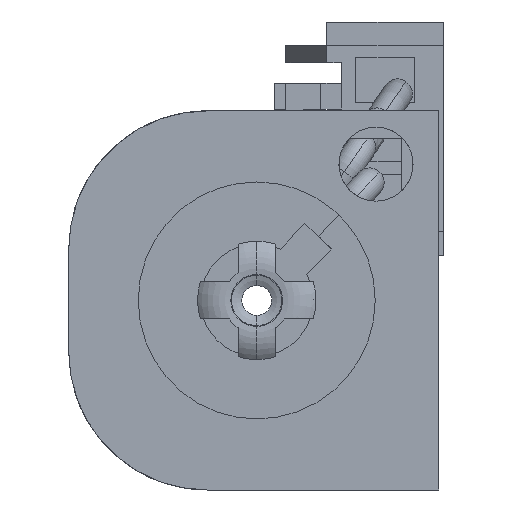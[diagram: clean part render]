
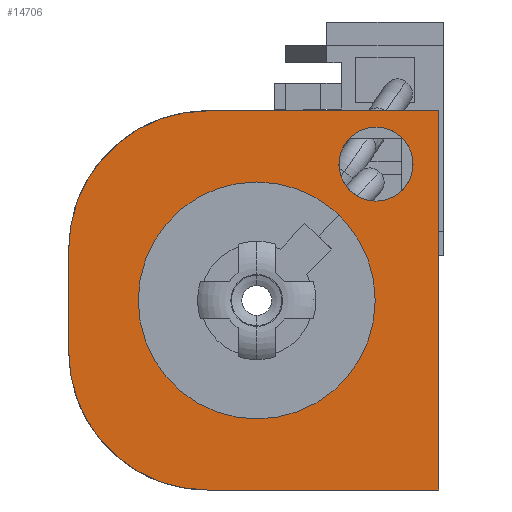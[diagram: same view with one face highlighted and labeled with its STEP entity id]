
A CAD part, left-side view. The second image highlights one B-rep face of the part: STEP entity #14706.
In plain terms, the highlighted planar face has unit normal (-1, 0, 0).
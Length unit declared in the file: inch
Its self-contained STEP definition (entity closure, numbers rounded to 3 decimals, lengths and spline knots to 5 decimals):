
#196 = DIRECTION ( 'NONE',  ( 1., 0., 0. ) ) ;
#289 = FACE_BOUND ( 'NONE', #875, .T. ) ;
#344 = VECTOR ( 'NONE', #15226, 39.37008 ) ;
#446 = CARTESIAN_POINT ( 'NONE',  ( -0.97326, -0.08196, -0.16318 ) ) ;
#531 = AXIS2_PLACEMENT_3D ( 'NONE', #8167, #196, #9472 ) ;
#608 = VERTEX_POINT ( 'NONE', #9320 ) ;
#648 = EDGE_CURVE ( 'NONE', #4977, #5818, #6762, .T. ) ;
#859 = VECTOR ( 'NONE', #6845, 39.37008 ) ;
#875 = EDGE_LOOP ( 'NONE', ( #7796, #13652 ) ) ;
#1160 = CARTESIAN_POINT ( 'NONE',  ( -0.97326, -0.30996, 0.22682 ) ) ;
#1289 = CARTESIAN_POINT ( 'NONE',  ( -0.97326, -0.14896, -0.06718 ) ) ;
#1299 = EDGE_CURVE ( 'NONE', #4481, #608, #10680, .T. ) ;
#1549 = VERTEX_POINT ( 'NONE', #1160 ) ;
#1643 = EDGE_CURVE ( 'NONE', #5837, #1549, #2404, .T. ) ;
#2326 = EDGE_CURVE ( 'NONE', #15181, #16662, #10858, .T. ) ;
#2341 = DIRECTION ( 'NONE',  ( 1., 0., 0. ) ) ;
#2404 = CIRCLE ( 'NONE', #13563, 0.05 ) ;
#2692 = CARTESIAN_POINT ( 'NONE',  ( -0.97326, -0.39496, 0.34882 ) ) ;
#3027 = CARTESIAN_POINT ( 'NONE',  ( -0.97326, -0.30996, 0.27682 ) ) ;
#3452 = CARTESIAN_POINT ( 'NONE',  ( -0.97326, -0.39496, -0.16318 ) ) ;
#3463 = CARTESIAN_POINT ( 'NONE',  ( -0.97326, -0.39496, -0.16318 ) ) ;
#3934 = DIRECTION ( 'NONE',  ( 0., -1., 0. ) ) ;
#4128 = ORIENTED_EDGE ( 'NONE', *, *, #14040, .F. ) ;
#4178 = CARTESIAN_POINT ( 'NONE',  ( -0.97326, 0.10504, 0.16182 ) ) ;
#4405 = DIRECTION ( 'NONE',  ( 0., 0., -1. ) ) ;
#4415 = LINE ( 'NONE', #14802, #859 ) ;
#4479 = CARTESIAN_POINT ( 'NONE',  ( -0.97326, -0.30996, 0.32682 ) ) ;
#4481 = VERTEX_POINT ( 'NONE', #1289 ) ;
#4568 = AXIS2_PLACEMENT_3D ( 'NONE', #14309, #6344, #15647 ) ;
#4659 = EDGE_CURVE ( 'NONE', #608, #4481, #14458, .T. ) ;
#4893 = PLANE ( 'NONE',  #11060 ) ;
#4948 = ORIENTED_EDGE ( 'NONE', *, *, #7754, .F. ) ;
#4977 = VERTEX_POINT ( 'NONE', #3452 ) ;
#5818 = VERTEX_POINT ( 'NONE', #446 ) ;
#5837 = VERTEX_POINT ( 'NONE', #4479 ) ;
#5932 = CARTESIAN_POINT ( 'NONE',  ( -0.97326, 0.10504, 0.02382 ) ) ;
#6230 = AXIS2_PLACEMENT_3D ( 'NONE', #10230, #2341, #11570 ) ;
#6344 = DIRECTION ( 'NONE',  ( 1., 0., 0. ) ) ;
#6681 = CARTESIAN_POINT ( 'NONE',  ( -0.97326, -0.30996, 0.27682 ) ) ;
#6762 = LINE ( 'NONE', #3463, #10241 ) ;
#6845 = DIRECTION ( 'NONE',  ( 0., 0., -1. ) ) ;
#6873 = VERTEX_POINT ( 'NONE', #4178 ) ;
#6957 = FACE_BOUND ( 'NONE', #11553, .T. ) ;
#7240 = EDGE_LOOP ( 'NONE', ( #4948, #9710, #9671, #16459, #14136, #4128 ) ) ;
#7266 = EDGE_CURVE ( 'NONE', #6873, #15181, #14155, .T. ) ;
#7440 = LINE ( 'NONE', #5932, #344 ) ;
#7443 = CARTESIAN_POINT ( 'NONE',  ( -0.97326, -0.08196, 0.34882 ) ) ;
#7532 = DIRECTION ( 'NONE',  ( 1., 0., 0. ) ) ;
#7622 = DIRECTION ( 'NONE',  ( 1., 0., 0. ) ) ;
#7754 = EDGE_CURVE ( 'NONE', #5818, #9998, #16618, .T. ) ;
#7796 = ORIENTED_EDGE ( 'NONE', *, *, #4659, .T. ) ;
#8017 = DIRECTION ( 'NONE',  ( 0., 0., -1. ) ) ;
#8167 = CARTESIAN_POINT ( 'NONE',  ( -0.97326, -0.14896, 0.09282 ) ) ;
#8851 = ORIENTED_EDGE ( 'NONE', *, *, #1643, .T. ) ;
#9169 = CARTESIAN_POINT ( 'NONE',  ( -0.97326, -0.39496, 0.34882 ) ) ;
#9320 = CARTESIAN_POINT ( 'NONE',  ( -0.97326, -0.14896, 0.25282 ) ) ;
#9472 = DIRECTION ( 'NONE',  ( 0., 0., -1. ) ) ;
#9577 = ORIENTED_EDGE ( 'NONE', *, *, #10384, .T. ) ;
#9671 = ORIENTED_EDGE ( 'NONE', *, *, #16130, .F. ) ;
#9710 = ORIENTED_EDGE ( 'NONE', *, *, #648, .F. ) ;
#9998 = VERTEX_POINT ( 'NONE', #15611 ) ;
#10120 = CIRCLE ( 'NONE', #16729, 0.05 ) ;
#10230 = CARTESIAN_POINT ( 'NONE',  ( -0.97326, -0.08196, 0.02382 ) ) ;
#10241 = VECTOR ( 'NONE', #12721, 39.37008 ) ;
#10384 = EDGE_CURVE ( 'NONE', #1549, #5837, #10120, .T. ) ;
#10438 = FACE_OUTER_BOUND ( 'NONE', #7240, .T. ) ;
#10680 = CIRCLE ( 'NONE', #16840, 0.16 ) ;
#10858 = LINE ( 'NONE', #9169, #14017 ) ;
#11060 = AXIS2_PLACEMENT_3D ( 'NONE', #15584, #7622, #16931 ) ;
#11553 = EDGE_LOOP ( 'NONE', ( #8851, #9577 ) ) ;
#11570 = DIRECTION ( 'NONE',  ( 0., 0., -1. ) ) ;
#12276 = DIRECTION ( 'NONE',  ( 1., 0., 0. ) ) ;
#12721 = DIRECTION ( 'NONE',  ( 0., 1., 0. ) ) ;
#13563 = AXIS2_PLACEMENT_3D ( 'NONE', #6681, #15980, #8017 ) ;
#13652 = ORIENTED_EDGE ( 'NONE', *, *, #1299, .T. ) ;
#14017 = VECTOR ( 'NONE', #3934, 39.37008 ) ;
#14040 = EDGE_CURVE ( 'NONE', #9998, #6873, #7440, .T. ) ;
#14136 = ORIENTED_EDGE ( 'NONE', *, *, #7266, .F. ) ;
#14155 = CIRCLE ( 'NONE', #4568, 0.187 ) ;
#14309 = CARTESIAN_POINT ( 'NONE',  ( -0.97326, -0.08196, 0.16182 ) ) ;
#14458 = CIRCLE ( 'NONE', #531, 0.16 ) ;
#14706 = ADVANCED_FACE ( 'NONE', ( #6957, #10438, #289 ), #4893, .F. ) ;
#14802 = CARTESIAN_POINT ( 'NONE',  ( -0.97326, -0.39496, 0.34882 ) ) ;
#15181 = VERTEX_POINT ( 'NONE', #7443 ) ;
#15226 = DIRECTION ( 'NONE',  ( 0., 0., 1. ) ) ;
#15469 = CARTESIAN_POINT ( 'NONE',  ( -0.97326, -0.14896, 0.09282 ) ) ;
#15584 = CARTESIAN_POINT ( 'NONE',  ( -0.97326, -0.08196, 0.02382 ) ) ;
#15611 = CARTESIAN_POINT ( 'NONE',  ( -0.97326, 0.10504, 0.02382 ) ) ;
#15647 = DIRECTION ( 'NONE',  ( 0., 0., 1. ) ) ;
#15980 = DIRECTION ( 'NONE',  ( 1., 0., 0. ) ) ;
#16130 = EDGE_CURVE ( 'NONE', #16662, #4977, #4415, .T. ) ;
#16459 = ORIENTED_EDGE ( 'NONE', *, *, #2326, .F. ) ;
#16618 = CIRCLE ( 'NONE', #6230, 0.187 ) ;
#16662 = VERTEX_POINT ( 'NONE', #2692 ) ;
#16729 = AXIS2_PLACEMENT_3D ( 'NONE', #3027, #12276, #4405 ) ;
#16821 = DIRECTION ( 'NONE',  ( 0., 0., -1. ) ) ;
#16840 = AXIS2_PLACEMENT_3D ( 'NONE', #15469, #7532, #16821 ) ;
#16931 = DIRECTION ( 'NONE',  ( 0., 0., -1. ) ) ;
